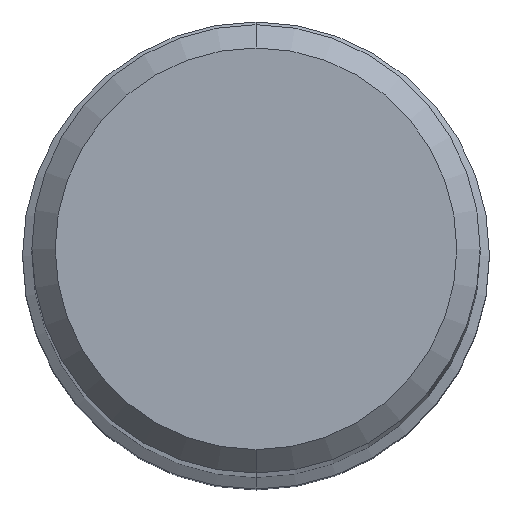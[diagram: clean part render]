
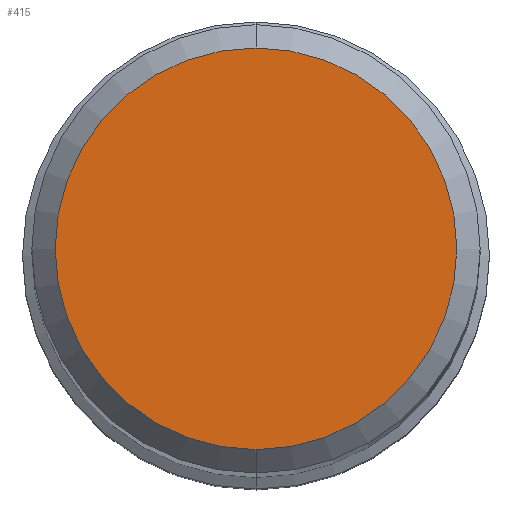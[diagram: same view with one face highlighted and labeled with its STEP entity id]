
A CAD part, top view. The second image highlights one B-rep face of the part: STEP entity #415.
In plain terms, the highlighted planar face has unit normal (0, 0, 1).
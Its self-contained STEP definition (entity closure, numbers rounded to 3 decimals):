
#387=EDGE_CURVE('',#435,#559,#791,.T.);
#415=ADVANCED_FACE('',(#824),#825,.T.);
#435=VERTEX_POINT('',#848);
#533=EDGE_CURVE('',#559,#435,#955,.T.);
#559=VERTEX_POINT('',#983);
#791=CIRCLE('',#1423,4.3);
#824=FACE_OUTER_BOUND('',#1465,.T.);
#825=PLANE('',#1466);
#848=CARTESIAN_POINT('',(0.0,4.3,0.0));
#955=CIRCLE('',#1711,4.3);
#983=CARTESIAN_POINT('',(0.,-4.3,0.0));
#1423=AXIS2_PLACEMENT_3D('',#2018,#2019,#2020);
#1465=EDGE_LOOP('',(#2069,#2070));
#1466=AXIS2_PLACEMENT_3D('',#2071,#2072,#2073);
#1711=AXIS2_PLACEMENT_3D('',#2226,#2227,#2228);
#2018=CARTESIAN_POINT('',(0.0,0.0,0.0));
#2019=DIRECTION('',(0.0,0.0,-1.0));
#2020=DIRECTION('',(0.0,1.0,0.0));
#2069=ORIENTED_EDGE('',*,*,#387,.F.);
#2070=ORIENTED_EDGE('',*,*,#533,.F.);
#2071=CARTESIAN_POINT('',(0.0,2.15,0.0));
#2072=DIRECTION('',(-0.0,0.0,1.0));
#2073=DIRECTION('',(0.0,-1.0,0.0));
#2226=CARTESIAN_POINT('',(0.0,0.0,0.0));
#2227=DIRECTION('',(0.0,0.0,-1.0));
#2228=DIRECTION('',(0.0,1.0,0.0));
